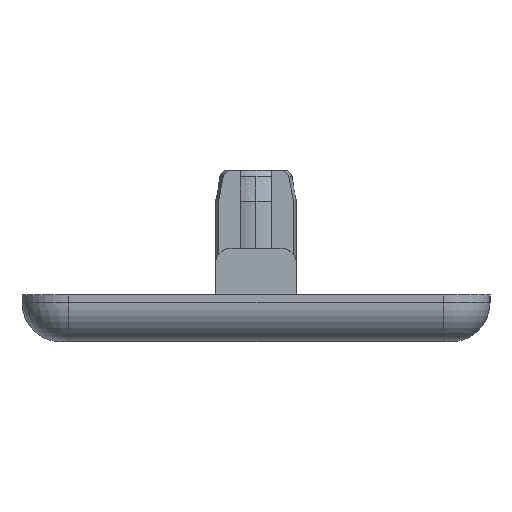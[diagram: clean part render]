
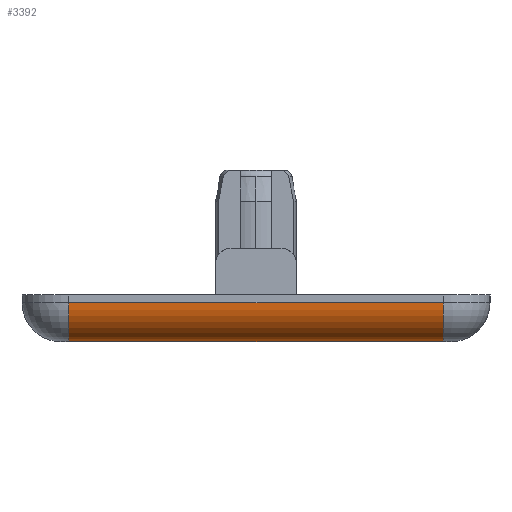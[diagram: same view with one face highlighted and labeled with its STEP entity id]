
A CAD part, left-side view. The second image highlights one B-rep face of the part: STEP entity #3392.
In plain terms, the highlighted cylindrical face has radius 2.5 mm (diameter 5 mm), a partial arc.
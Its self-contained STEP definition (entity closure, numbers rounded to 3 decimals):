
#12 = DIRECTION ( 'NONE',  ( 0., -1., 0. ) ) ;
#94 = FACE_OUTER_BOUND ( 'NONE', #2838, .T. ) ;
#196 = EDGE_CURVE ( 'NONE', #854, #855, #4177, .T. ) ;
#661 = AXIS2_PLACEMENT_3D ( 'NONE', #3804, #1571, #4185 ) ;
#854 = VERTEX_POINT ( 'NONE', #1578 ) ;
#855 = VERTEX_POINT ( 'NONE', #1535 ) ;
#906 = EDGE_CURVE ( 'NONE', #4398, #3690, #2921, .T. ) ;
#912 = CYLINDRICAL_SURFACE ( 'NONE', #2398, 2.5 ) ;
#1535 = CARTESIAN_POINT ( 'NONE',  ( -12.5, 12., 0. ) ) ;
#1571 = DIRECTION ( 'NONE',  ( 0., -1., 0. ) ) ;
#1578 = CARTESIAN_POINT ( 'NONE',  ( -12.5, -12., 0. ) ) ;
#1870 = ORIENTED_EDGE ( 'NONE', *, *, #3388, .T. ) ;
#1936 = ORIENTED_EDGE ( 'NONE', *, *, #196, .F. ) ;
#1945 = ORIENTED_EDGE ( 'NONE', *, *, #4221, .F. ) ;
#1993 = CARTESIAN_POINT ( 'NONE',  ( -12.5, 15., 2.5 ) ) ;
#2020 = ORIENTED_EDGE ( 'NONE', *, *, #906, .F. ) ;
#2389 = CARTESIAN_POINT ( 'NONE',  ( -12.5, 12., 2.5 ) ) ;
#2398 = AXIS2_PLACEMENT_3D ( 'NONE', #1993, #3476, #4561 ) ;
#2761 = DIRECTION ( 'NONE',  ( 0., 0., -1. ) ) ;
#2838 = EDGE_LOOP ( 'NONE', ( #1870, #1936, #1945, #2020 ) ) ;
#2921 = LINE ( 'NONE', #3806, #3550 ) ;
#3388 = EDGE_CURVE ( 'NONE', #4398, #855, #4855, .T. ) ;
#3392 = ADVANCED_FACE ( 'NONE', ( #94 ), #912, .T. ) ;
#3476 = DIRECTION ( 'NONE',  ( 0., -1., 0. ) ) ;
#3550 = VECTOR ( 'NONE', #4590, 1000. ) ;
#3593 = AXIS2_PLACEMENT_3D ( 'NONE', #2389, #12, #2761 ) ;
#3626 = DIRECTION ( 'NONE',  ( 0., 1., 0. ) ) ;
#3664 = CARTESIAN_POINT ( 'NONE',  ( -12.5, -15., 0. ) ) ;
#3690 = VERTEX_POINT ( 'NONE', #4592 ) ;
#3804 = CARTESIAN_POINT ( 'NONE',  ( -12.5, -12., 2.5 ) ) ;
#3806 = CARTESIAN_POINT ( 'NONE',  ( -15., 15., 2.5 ) ) ;
#4155 = CARTESIAN_POINT ( 'NONE',  ( -15., 12., 2.5 ) ) ;
#4177 = LINE ( 'NONE', #3664, #4288 ) ;
#4185 = DIRECTION ( 'NONE',  ( 0., 0., -1. ) ) ;
#4221 = EDGE_CURVE ( 'NONE', #3690, #854, #4322, .T. ) ;
#4288 = VECTOR ( 'NONE', #3626, 1000. ) ;
#4322 = CIRCLE ( 'NONE', #661, 2.5 ) ;
#4398 = VERTEX_POINT ( 'NONE', #4155 ) ;
#4561 = DIRECTION ( 'NONE',  ( 1., 0., 0. ) ) ;
#4590 = DIRECTION ( 'NONE',  ( 0., -1., 0. ) ) ;
#4592 = CARTESIAN_POINT ( 'NONE',  ( -15., -12., 2.5 ) ) ;
#4855 = CIRCLE ( 'NONE', #3593, 2.5 ) ;
